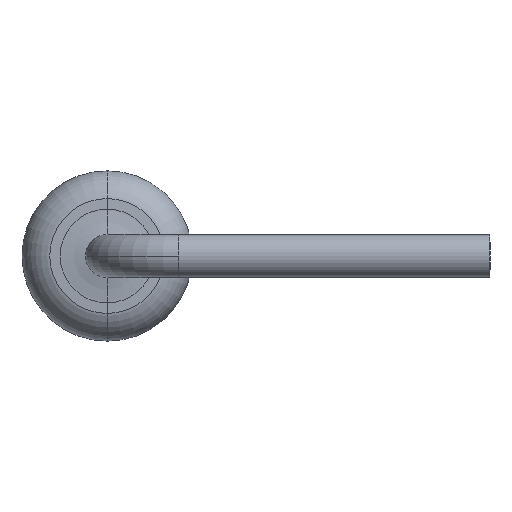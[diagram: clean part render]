
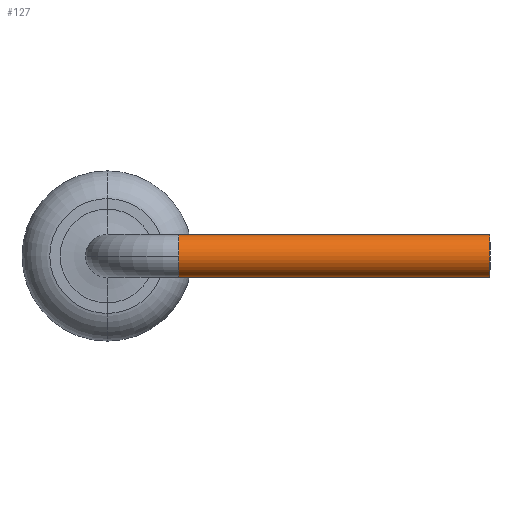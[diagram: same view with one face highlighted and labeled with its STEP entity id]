
A CAD part, left-side view. The second image highlights one B-rep face of the part: STEP entity #127.
In plain terms, the highlighted cylindrical face has radius 0.225 mm (diameter 0.45 mm), a partial arc.
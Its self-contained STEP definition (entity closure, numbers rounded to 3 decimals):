
#20 = CARTESIAN_POINT ( 'NONE',  ( -3.81, -0.75, 0. ) ) ;
#49 = AXIS2_PLACEMENT_3D ( 'NONE', #1817, #1358, #657 ) ;
#80 = CARTESIAN_POINT ( 'NONE',  ( -3.81, -0.75, -0.225 ) ) ;
#105 = LINE ( 'NONE', #1662, #1506 ) ;
#127 = ADVANCED_FACE ( 'NONE', ( #815 ), #392, .T. ) ;
#154 = DIRECTION ( 'NONE',  ( 0., -1., 0. ) ) ;
#211 = EDGE_LOOP ( 'NONE', ( #1624, #1095, #363, #282, #1175 ) ) ;
#216 = VECTOR ( 'NONE', #154, 1000. ) ;
#217 = EDGE_CURVE ( 'NONE', #327, #226, #535, .T. ) ;
#220 = CARTESIAN_POINT ( 'NONE',  ( -3.81, -0.75, 0. ) ) ;
#226 = VERTEX_POINT ( 'NONE', #576 ) ;
#282 = ORIENTED_EDGE ( 'NONE', *, *, #608, .T. ) ;
#288 = CARTESIAN_POINT ( 'NONE',  ( -3.81, -0.75, -0.225 ) ) ;
#327 = VERTEX_POINT ( 'NONE', #1683 ) ;
#363 = ORIENTED_EDGE ( 'NONE', *, *, #1649, .T. ) ;
#392 = CYLINDRICAL_SURFACE ( 'NONE', #810, 0.225 ) ;
#401 = DIRECTION ( 'NONE',  ( 0., -1., 0. ) ) ;
#411 = VERTEX_POINT ( 'NONE', #598 ) ;
#494 = DIRECTION ( 'NONE',  ( 0., 0., -1. ) ) ;
#535 = CIRCLE ( 'NONE', #1575, 0.225 ) ;
#568 = DIRECTION ( 'NONE',  ( 1., 0., 0. ) ) ;
#576 = CARTESIAN_POINT ( 'NONE',  ( -3.81, -4., -0.225 ) ) ;
#598 = CARTESIAN_POINT ( 'NONE',  ( -3.81, -0.75, 0.225 ) ) ;
#601 = DIRECTION ( 'NONE',  ( 0., -1., 0. ) ) ;
#608 = EDGE_CURVE ( 'NONE', #1518, #226, #1716, .T. ) ;
#657 = DIRECTION ( 'NONE',  ( 1., 0., 0. ) ) ;
#711 = CARTESIAN_POINT ( 'NONE',  ( -3.81, -4., 0. ) ) ;
#746 = AXIS2_PLACEMENT_3D ( 'NONE', #20, #601, #1158 ) ;
#769 = CIRCLE ( 'NONE', #746, 0.225 ) ;
#810 = AXIS2_PLACEMENT_3D ( 'NONE', #220, #926, #494 ) ;
#815 = FACE_OUTER_BOUND ( 'NONE', #211, .T. ) ;
#854 = VERTEX_POINT ( 'NONE', #1477 ) ;
#926 = DIRECTION ( 'NONE',  ( 0., -1., 0. ) ) ;
#1095 = ORIENTED_EDGE ( 'NONE', *, *, #1170, .T. ) ;
#1158 = DIRECTION ( 'NONE',  ( 1., 0., 0. ) ) ;
#1170 = EDGE_CURVE ( 'NONE', #411, #854, #769, .T. ) ;
#1175 = ORIENTED_EDGE ( 'NONE', *, *, #217, .F. ) ;
#1358 = DIRECTION ( 'NONE',  ( 0., -1., 0. ) ) ;
#1477 = CARTESIAN_POINT ( 'NONE',  ( -4.035, -0.75, 0. ) ) ;
#1506 = VECTOR ( 'NONE', #401, 1000. ) ;
#1518 = VERTEX_POINT ( 'NONE', #80 ) ;
#1534 = CIRCLE ( 'NONE', #49, 0.225 ) ;
#1550 = DIRECTION ( 'NONE',  ( 0., -1., 0. ) ) ;
#1575 = AXIS2_PLACEMENT_3D ( 'NONE', #711, #1550, #568 ) ;
#1624 = ORIENTED_EDGE ( 'NONE', *, *, #1684, .F. ) ;
#1649 = EDGE_CURVE ( 'NONE', #854, #1518, #1534, .T. ) ;
#1662 = CARTESIAN_POINT ( 'NONE',  ( -3.81, -0.75, 0.225 ) ) ;
#1683 = CARTESIAN_POINT ( 'NONE',  ( -3.81, -4., 0.225 ) ) ;
#1684 = EDGE_CURVE ( 'NONE', #411, #327, #105, .T. ) ;
#1716 = LINE ( 'NONE', #288, #216 ) ;
#1817 = CARTESIAN_POINT ( 'NONE',  ( -3.81, -0.75, 0. ) ) ;
